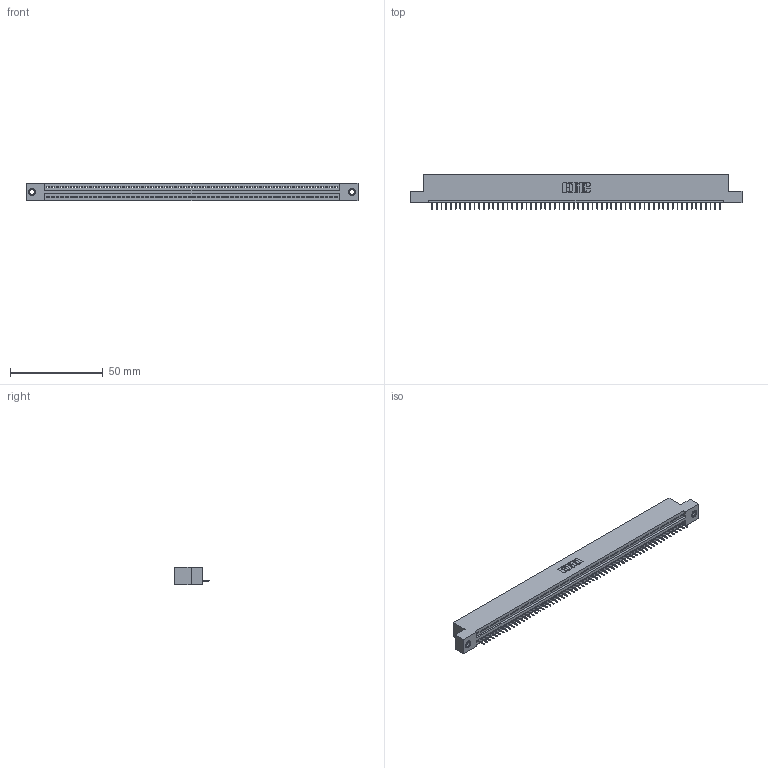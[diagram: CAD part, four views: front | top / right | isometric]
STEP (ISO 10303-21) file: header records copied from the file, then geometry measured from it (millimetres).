
FILE_DESCRIPTION (( 'STEP AP203' ), '1' );
FILE_NAME ('345-062-525-107.STEP', '2020-09-20T23:42:08', ( '' ), ( '' ), 'SwSTEP 2.0', 'SolidWorks 2020', '' );
FILE_SCHEMA (( 'CONFIG_CONTROL_DESIGN' ));
Length unit declared in the file: inch
Products named in the file (4): 345 Part_Flush Mounting Lugs - 0.156 Dia-TI; 345-062-525-107; 345-250-001_345-250-005-103; 345-292-001_345-293-125
Assembly tree (65 placements, depth 2):
  345-062-525-107
    345 Part_Flush Mounting Lugs - 0.156 Dia-TI
    345-292-001_345-293-125  x62
    345-250-001_345-250-005-103  x2
Bounding box: 178.69 x 18.72 x 9.4 mm (x, y, z)
Volume: 16869.2 mm3; surface area: 21877.9 mm2
Topology: 65 solids, 65 shells, 4030 faces, 11637 edges, 7502 vertices
Faces by surface type: plane 2964, cylinder 1050, cone 12, torus 4
Entity records: 45230 total; most frequent: CARTESIAN_POINT 7813, ORIENTED_EDGE 7802, DIRECTION 6823, EDGE_CURVE 3901, VECTOR 3505, LINE 3505, VERTEX_POINT 2592, AXIS2_PLACEMENT_3D 1659
